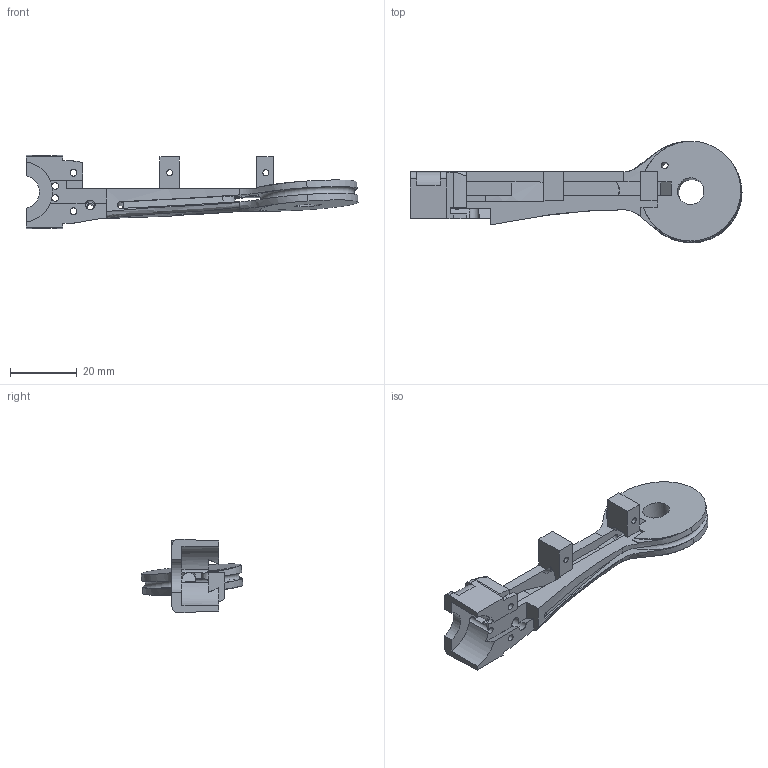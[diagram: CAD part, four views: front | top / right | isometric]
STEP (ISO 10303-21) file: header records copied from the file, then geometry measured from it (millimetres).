
FILE_DESCRIPTION(/* description */ ('STEP AP214'),/* implementation_level */ '2;1');
FILE_NAME(/* name */ '683c519e4258294a187f426a',/* time_stamp */ '2025-06-01T13:12:00Z',/* author */ (''),/* organization */ (''),/* preprocessor_version */ 'ST-DEVELOPER v20',/* originating_system */ 'ONSHAPE BY PTC INC, 1.198',/* authorisation */ ' ');
FILE_SCHEMA (('AUTOMOTIVE_DESIGN {1 0 10303 214 3 1 1}'));
Length unit declared in the file: metre
Products named in the file (1): Part 134
Bounding box: 99.36 x 30.41 x 22 mm (x, y, z)
Volume: 11061.7 mm3; surface area: 8012.4 mm2
Topology: 1 solids, 1 shells, 146 faces, 455 edges, 297 vertices
Faces by surface type: plane 69, cylinder 40, bspline 30, torus 7
Full cylindrical faces by diameter (mm): 1.8 x2, 2 x8, 3 x1, 3.2 x2, 8 x1
Entity records: 5891 total; most frequent: CARTESIAN_POINT 2131, ORIENTED_EDGE 860, DIRECTION 647, EDGE_CURVE 430, VERTEX_POINT 287, AXIS2_PLACEMENT_3D 223, LINE 201, VECTOR 201
